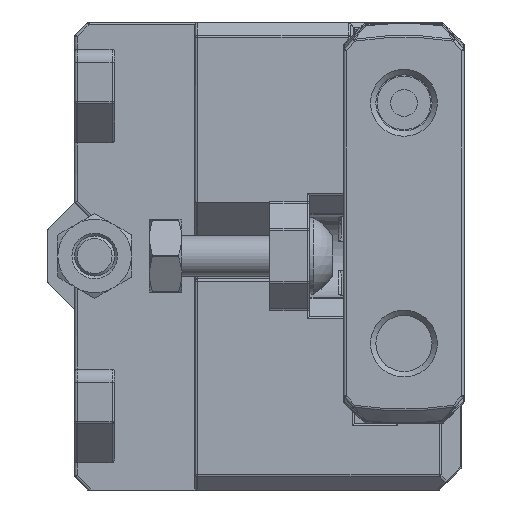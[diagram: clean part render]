
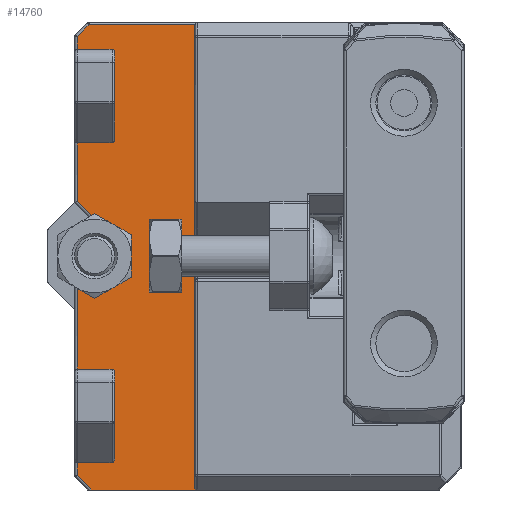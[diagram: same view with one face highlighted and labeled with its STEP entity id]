
A CAD part, front view. The second image highlights one B-rep face of the part: STEP entity #14760.
In plain terms, the highlighted face is planar.
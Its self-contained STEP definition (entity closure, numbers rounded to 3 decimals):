
#163=ELLIPSE('',#16392,0.283,0.2);
#164=ELLIPSE('',#16394,0.283,0.2);
#984=PLANE('',#16390);
#1740=FACE_OUTER_BOUND('',#2754,.T.);
#2754=EDGE_LOOP('',(#12246,#12247,#12248,#12249,#12250,#12251,#12252,#12253,
#12254,#12255,#12256,#12257,#12258,#12259,#12260,#12261,#12262,#12263,#12264,
#12265,#12266,#12267));
#3663=LINE('',#28036,#4710);
#3666=LINE('',#28042,#4713);
#3668=LINE('',#28051,#4715);
#3671=LINE('',#28063,#4718);
#3678=LINE('',#28085,#4725);
#3700=LINE('',#28308,#4747);
#3710=LINE('',#28343,#4757);
#3713=LINE('',#28349,#4760);
#3731=LINE('',#28398,#4778);
#3807=LINE('',#28604,#4854);
#3810=LINE('',#28610,#4857);
#3811=LINE('',#28612,#4858);
#3814=LINE('',#28618,#4861);
#3819=LINE('',#28635,#4866);
#3820=LINE('',#28638,#4867);
#3821=LINE('',#28642,#4868);
#3822=LINE('',#28645,#4869);
#4710=VECTOR('',#19639,10.);
#4713=VECTOR('',#19646,10.);
#4715=VECTOR('',#19656,10.);
#4718=VECTOR('',#19669,10.);
#4725=VECTOR('',#19694,10.);
#4747=VECTOR('',#19854,10.);
#4757=VECTOR('',#19900,10.);
#4760=VECTOR('',#19907,10.);
#4778=VECTOR('',#19965,10.);
#4854=VECTOR('',#20161,10.);
#4857=VECTOR('',#20166,10.);
#4858=VECTOR('',#20169,10.);
#4861=VECTOR('',#20174,10.);
#4866=VECTOR('',#20193,10.);
#4867=VECTOR('',#20196,10.);
#4868=VECTOR('',#20199,10.);
#4869=VECTOR('',#20202,10.);
#5645=CIRCLE('',#16197,1.9);
#5728=CIRCLE('',#16391,0.2);
#5729=CIRCLE('',#16393,0.2);
#6619=VERTEX_POINT('',#27863);
#6677=VERTEX_POINT('',#28025);
#6680=VERTEX_POINT('',#28032);
#6681=VERTEX_POINT('',#28039);
#6682=VERTEX_POINT('',#28044);
#6684=VERTEX_POINT('',#28050);
#6685=VERTEX_POINT('',#28054);
#6689=VERTEX_POINT('',#28069);
#6692=VERTEX_POINT('',#28076);
#6723=VERTEX_POINT('',#28265);
#6735=VERTEX_POINT('',#28302);
#6744=VERTEX_POINT('',#28348);
#6755=VERTEX_POINT('',#28396);
#6825=VERTEX_POINT('',#28602);
#6827=VERTEX_POINT('',#28608);
#6829=VERTEX_POINT('',#28616);
#6833=VERTEX_POINT('',#28632);
#6834=VERTEX_POINT('',#28634);
#6835=VERTEX_POINT('',#28636);
#6836=VERTEX_POINT('',#28639);
#6837=VERTEX_POINT('',#28641);
#6838=VERTEX_POINT('',#28643);
#8436=EDGE_CURVE('',#6677,#6680,#3663,.T.);
#8440=EDGE_CURVE('',#6680,#6681,#3666,.T.);
#8442=EDGE_CURVE('',#6681,#6682,#5645,.T.);
#8444=EDGE_CURVE('',#6682,#6684,#3668,.T.);
#8450=EDGE_CURVE('',#6684,#6685,#3671,.T.);
#8462=EDGE_CURVE('',#6689,#6692,#3678,.T.);
#8530=EDGE_CURVE('',#6735,#6619,#3700,.T.);
#8549=EDGE_CURVE('',#6723,#6735,#3710,.T.);
#8552=EDGE_CURVE('',#6744,#6723,#3713,.T.);
#8579=EDGE_CURVE('',#6755,#6689,#3731,.T.);
#8680=EDGE_CURVE('',#6825,#6755,#3807,.T.);
#8683=EDGE_CURVE('',#6677,#6827,#3810,.T.);
#8684=EDGE_CURVE('',#6825,#6619,#3811,.T.);
#8687=EDGE_CURVE('',#6744,#6829,#3814,.T.);
#8694=EDGE_CURVE('',#6833,#6829,#5728,.F.);
#8695=EDGE_CURVE('',#6833,#6834,#3819,.T.);
#8696=EDGE_CURVE('',#6835,#6834,#163,.F.);
#8697=EDGE_CURVE('',#6835,#6685,#3820,.T.);
#8698=EDGE_CURVE('',#6836,#6827,#5729,.F.);
#8699=EDGE_CURVE('',#6836,#6837,#3821,.T.);
#8700=EDGE_CURVE('',#6838,#6837,#164,.F.);
#8701=EDGE_CURVE('',#6838,#6692,#3822,.T.);
#12246=ORIENTED_EDGE('',*,*,#8579,.F.);
#12247=ORIENTED_EDGE('',*,*,#8680,.F.);
#12248=ORIENTED_EDGE('',*,*,#8684,.T.);
#12249=ORIENTED_EDGE('',*,*,#8530,.F.);
#12250=ORIENTED_EDGE('',*,*,#8549,.F.);
#12251=ORIENTED_EDGE('',*,*,#8552,.F.);
#12252=ORIENTED_EDGE('',*,*,#8687,.T.);
#12253=ORIENTED_EDGE('',*,*,#8694,.F.);
#12254=ORIENTED_EDGE('',*,*,#8695,.T.);
#12255=ORIENTED_EDGE('',*,*,#8696,.F.);
#12256=ORIENTED_EDGE('',*,*,#8697,.T.);
#12257=ORIENTED_EDGE('',*,*,#8450,.F.);
#12258=ORIENTED_EDGE('',*,*,#8444,.F.);
#12259=ORIENTED_EDGE('',*,*,#8442,.F.);
#12260=ORIENTED_EDGE('',*,*,#8440,.F.);
#12261=ORIENTED_EDGE('',*,*,#8436,.F.);
#12262=ORIENTED_EDGE('',*,*,#8683,.T.);
#12263=ORIENTED_EDGE('',*,*,#8698,.F.);
#12264=ORIENTED_EDGE('',*,*,#8699,.T.);
#12265=ORIENTED_EDGE('',*,*,#8700,.F.);
#12266=ORIENTED_EDGE('',*,*,#8701,.T.);
#12267=ORIENTED_EDGE('',*,*,#8462,.F.);
#14760=ADVANCED_FACE('',(#1740),#984,.F.);
#16197=AXIS2_PLACEMENT_3D('',#28046,#19651,#19652);
#16390=AXIS2_PLACEMENT_3D('',#28631,#20189,#20190);
#16391=AXIS2_PLACEMENT_3D('',#28633,#20191,#20192);
#16392=AXIS2_PLACEMENT_3D('',#28637,#20194,#20195);
#16393=AXIS2_PLACEMENT_3D('',#28640,#20197,#20198);
#16394=AXIS2_PLACEMENT_3D('',#28644,#20200,#20201);
#19639=DIRECTION('',(0.,0.,-1.));
#19646=DIRECTION('',(1.,0.,0.));
#19651=DIRECTION('center_axis',(0.,1.,0.));
#19652=DIRECTION('ref_axis',(0.921,0.,0.391));
#19656=DIRECTION('',(-0.695,0.,-0.719));
#19669=DIRECTION('',(0.,0.,-1.));
#19694=DIRECTION('',(0.,0.,-1.));
#19854=DIRECTION('',(1.,0.,0.));
#19900=DIRECTION('',(0.707,0.,-0.707));
#19907=DIRECTION('',(0.,0.,-1.));
#19965=DIRECTION('',(-0.707,0.,-0.707));
#20161=DIRECTION('',(-1.,0.,0.));
#20166=DIRECTION('',(1.,0.,0.));
#20169=DIRECTION('',(0.,0.,-1.));
#20174=DIRECTION('',(1.,0.,0.));
#20189=DIRECTION('center_axis',(0.,-1.,0.));
#20190=DIRECTION('ref_axis',(1.,0.,0.));
#20191=DIRECTION('center_axis',(0.,-1.,0.));
#20192=DIRECTION('ref_axis',(0.707,0.,-0.707));
#20193=DIRECTION('',(0.,0.,1.));
#20194=DIRECTION('center_axis',(0.,-1.,0.));
#20195=DIRECTION('ref_axis',(0.,0.,
1.));
#20196=DIRECTION('',(-1.,0.,0.));
#20197=DIRECTION('center_axis',(0.,-1.,0.));
#20198=DIRECTION('ref_axis',(0.707,0.,-0.707));
#20199=DIRECTION('',(0.,0.,1.));
#20200=DIRECTION('center_axis',(0.,-1.,0.));
#20201=DIRECTION('ref_axis',(0.,0.,
1.));
#20202=DIRECTION('',(-1.,0.,0.));
#27863=CARTESIAN_POINT('',(7.9,-6.491,42.748));
#28025=CARTESIAN_POINT('',(-0.9,-6.491,68.5));
#28032=CARTESIAN_POINT('',(-0.9,-6.491,61.948));
#28036=CARTESIAN_POINT('',(-0.9,-6.491,42.548));
#28039=CARTESIAN_POINT('',(0.4,-6.491,61.948));
#28042=CARTESIAN_POINT('',(-0.1,-6.491,61.948));
#28044=CARTESIAN_POINT('',(1.767,-6.491,58.728));
#28046=CARTESIAN_POINT('Origin',(0.4,-6.491,60.048));
#28050=CARTESIAN_POINT('',(-0.9,-6.491,55.967));
#28051=CARTESIAN_POINT('',(-4.208,-6.491,52.542));
#28054=CARTESIAN_POINT('',(-0.9,-6.491,51.597));
#28063=CARTESIAN_POINT('',(-0.9,-6.491,42.548));
#28069=CARTESIAN_POINT('',(-0.9,-6.491,76.466));
#28076=CARTESIAN_POINT('',(-0.9,-6.491,75.5));
#28085=CARTESIAN_POINT('',(-0.9,-6.491,42.548));
#28265=CARTESIAN_POINT('',(-0.9,-6.491,43.631));
#28302=CARTESIAN_POINT('',(-0.017,-6.491,42.748));
#28308=CARTESIAN_POINT('',(5.4,-6.491,42.748));
#28343=CARTESIAN_POINT('',(-0.333,-6.491,43.065));
#28348=CARTESIAN_POINT('',(-0.9,-6.491,44.597));
#28349=CARTESIAN_POINT('',(-0.9,-6.491,42.548));
#28396=CARTESIAN_POINT('',(0.183,-6.491,77.549));
#28398=CARTESIAN_POINT('',(-9.083,-6.491,68.282));
#28602=CARTESIAN_POINT('',(7.9,-6.491,77.549));
#28604=CARTESIAN_POINT('',(5.4,-6.491,77.549));
#28608=CARTESIAN_POINT('',(1.7,-6.491,68.5));
#28610=CARTESIAN_POINT('',(0.65,-6.491,68.5));
#28612=CARTESIAN_POINT('',(7.9,-6.491,51.298));
#28616=CARTESIAN_POINT('',(1.7,-6.491,44.597));
#28618=CARTESIAN_POINT('',(0.65,-6.491,44.597));
#28631=CARTESIAN_POINT('Origin',(-0.6,-6.491,42.548));
#28632=CARTESIAN_POINT('',(1.9,-6.491,44.797));
#28633=CARTESIAN_POINT('Origin',(1.7,-6.491,44.797));
#28634=CARTESIAN_POINT('',(1.9,-6.491,51.314));
#28635=CARTESIAN_POINT('',(1.9,-6.491,47.072));
#28636=CARTESIAN_POINT('',(1.7,-6.491,51.597));
#28637=CARTESIAN_POINT('Origin',(1.7,-6.491,51.314));
#28638=CARTESIAN_POINT('',(-0.85,-6.491,51.597));
#28639=CARTESIAN_POINT('',(1.9,-6.491,68.7));
#28640=CARTESIAN_POINT('Origin',(1.7,-6.491,68.7));
#28641=CARTESIAN_POINT('',(1.9,-6.491,75.217));
#28642=CARTESIAN_POINT('',(1.9,-6.491,59.024));
#28643=CARTESIAN_POINT('',(1.7,-6.491,75.5));
#28644=CARTESIAN_POINT('Origin',(1.7,-6.491,75.217));
#28645=CARTESIAN_POINT('',(-0.85,-6.491,75.5));
